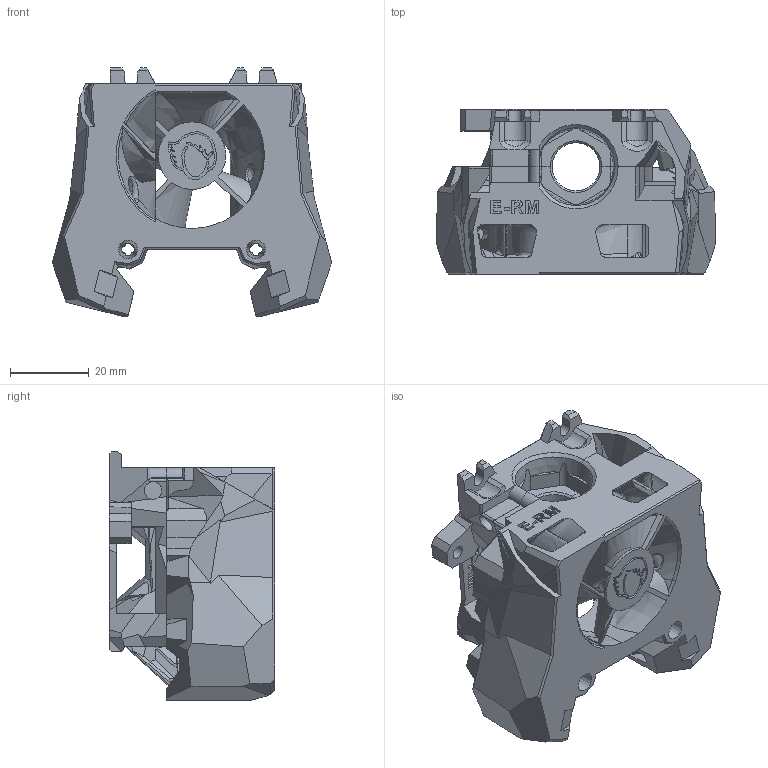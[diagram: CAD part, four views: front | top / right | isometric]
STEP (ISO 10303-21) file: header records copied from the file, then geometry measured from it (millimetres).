
FILE_DESCRIPTION(/* description */ ('','CAx-IF Rec.Pracs.---Representation and Presentation of Product Manufacturing Information (PMI)---4.0---2014-10-13'),/* implementation_level */ '2;1');
FILE_NAME(/* name */ 'SB_RevoMicro.step',/* time_stamp */ '2024-12-07T22:50:47-05:00',/* author */ (''),/* organization */ (''),/* preprocessor_version */ 'ST-DEVELOPER v20',/* originating_system */ 'Autodesk Translation Framework v13.20.0.188',/* authorisation */ '');
FILE_SCHEMA (('AP242_MANAGED_MODEL_BASED_3D_ENGINEERING_MIM_LF { 1 0 10303 442 1 1 4 }'));
Products named in the file (4): SB_RevoMicro; Revo; Stealthburner_Printhead_RevoVoron v1; SB-5 TOOLHEAD-Revo
Assembly tree (3 placements, depth 3):
  SB_RevoMicro
    Revo
      Stealthburner_Printhead_RevoVoron v1
    SB-5 TOOLHEAD-Revo
Bounding box: 71.07 x 42 x 63.13 mm (x, y, z)
Volume: 56073.3 mm3; surface area: 33872.7 mm2
Topology: 2 solids, 2 shells, 1257 faces, 3754 edges, 2459 vertices
Faces by surface type: plane 747, bspline 324, cylinder 140, cone 46
Full cylindrical faces by diameter (mm): 3.3 x1, 3.4 x8, 4.5 x1, 4.6 x2, 4.7 x3, 6 x2
Entity records: 74452 total; most frequent: CARTESIAN_POINT 43144, ORIENTED_EDGE 7454, DIRECTION 5036, EDGE_CURVE 3727, VERTEX_POINT 2459, LINE 2352, VECTOR 2352, AXIS2_PLACEMENT_3D 1342
